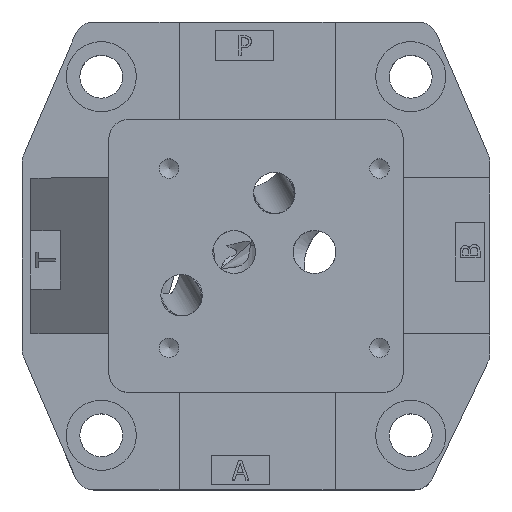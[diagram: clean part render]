
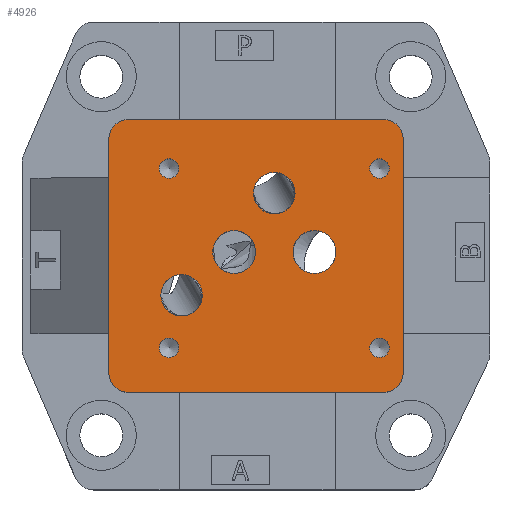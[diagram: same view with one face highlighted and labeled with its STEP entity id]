
A CAD part, top view. The second image highlights one B-rep face of the part: STEP entity #4926.
In plain terms, the highlighted planar face has unit normal (0, 0, 1).
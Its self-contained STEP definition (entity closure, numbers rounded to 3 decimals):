
#172=CARTESIAN_POINT('',(43.56,45.292,42.0));
#173=VERTEX_POINT('',#172);
#195=CARTESIAN_POINT('',(38.24,54.508,42.0));
#196=VERTEX_POINT('',#195);
#227=CARTESIAN_POINT('',(40.9,49.9,42.0));
#228=DIRECTION('',(0.0,0.0,-1.0));
#229=DIRECTION('',(-1.0,0.0,0.0));
#230=AXIS2_PLACEMENT_3D('',#227,#228,#229);
#231=CIRCLE('',#230,5.321);
#232=EDGE_CURVE('',#196,#173,#231,.T.);
#312=CARTESIAN_POINT('',(40.9,49.9,42.0));
#313=DIRECTION('',(0.0,0.0,-1.0));
#314=DIRECTION('',(-1.0,0.0,0.0));
#315=AXIS2_PLACEMENT_3D('',#312,#313,#314);
#316=CIRCLE('',#315,5.321);
#317=EDGE_CURVE('',#173,#196,#316,.T.);
#428=CARTESIAN_POINT('',(67.36,71.492,42.0));
#429=VERTEX_POINT('',#428);
#451=CARTESIAN_POINT('',(62.04,80.708,42.0));
#452=VERTEX_POINT('',#451);
#483=CARTESIAN_POINT('',(64.7,76.1,42.0));
#484=DIRECTION('',(0.0,0.0,-1.0));
#485=DIRECTION('',(-1.0,0.0,0.0));
#486=AXIS2_PLACEMENT_3D('',#483,#484,#485);
#487=CIRCLE('',#486,5.321);
#488=EDGE_CURVE('',#452,#429,#487,.T.);
#568=CARTESIAN_POINT('',(64.7,76.1,42.0));
#569=DIRECTION('',(0.0,0.0,-1.0));
#570=DIRECTION('',(-1.0,0.0,0.0));
#571=AXIS2_PLACEMENT_3D('',#568,#569,#570);
#572=CIRCLE('',#571,5.321);
#573=EDGE_CURVE('',#429,#452,#572,.T.);
#4193=CARTESIAN_POINT('',(27.25,25.0,42.0));
#4194=VERTEX_POINT('',#4193);
#4201=CARTESIAN_POINT('',(22.25,30.0,42.0));
#4202=VERTEX_POINT('',#4201);
#4203=CARTESIAN_POINT('',(27.25,30.,42.0));
#4204=DIRECTION('',(0.0,0.0,1.0));
#4205=DIRECTION('',(1.0,0.0,0.0));
#4206=AXIS2_PLACEMENT_3D('',#4203,#4204,#4205);
#4207=CIRCLE('',#4206,5.);
#4208=EDGE_CURVE('',#4202,#4194,#4207,.T.);
#4242=CARTESIAN_POINT('',(22.25,90.,42.0));
#4243=VERTEX_POINT('',#4242);
#4244=CARTESIAN_POINT('',(22.25,90.,42.0));
#4245=DIRECTION('',(0.0,-1.0,0.0));
#4246=VECTOR('',#4245,60.);
#4247=LINE('',#4244,#4246);
#4248=EDGE_CURVE('',#4243,#4202,#4247,.T.);
#4274=CARTESIAN_POINT('',(27.25,95.,42.0));
#4275=VERTEX_POINT('',#4274);
#4276=CARTESIAN_POINT('',(27.25,90.,42.0));
#4277=DIRECTION('',(0.0,0.0,1.0));
#4278=DIRECTION('',(0.0,-1.0,0.0));
#4279=AXIS2_PLACEMENT_3D('',#4276,#4277,#4278);
#4280=CIRCLE('',#4279,5.0);
#4281=EDGE_CURVE('',#4275,#4243,#4280,.T.);
#4304=CARTESIAN_POINT('',(92.75,95.0,42.0));
#4305=VERTEX_POINT('',#4304);
#4306=CARTESIAN_POINT('',(92.75,95.0,42.0));
#4307=DIRECTION('',(-1.0,0.0,0.0));
#4308=VECTOR('',#4307,65.5);
#4309=LINE('',#4306,#4308);
#4310=EDGE_CURVE('',#4305,#4275,#4309,.T.);
#4455=CARTESIAN_POINT('',(97.75,90.0,42.0));
#4456=VERTEX_POINT('',#4455);
#4457=CARTESIAN_POINT('',(92.75,90.,42.0));
#4458=DIRECTION('',(0.0,0.0,1.0));
#4459=DIRECTION('',(-1.0,0.0,0.0));
#4460=AXIS2_PLACEMENT_3D('',#4457,#4458,#4459);
#4461=CIRCLE('',#4460,5.);
#4462=EDGE_CURVE('',#4456,#4305,#4461,.T.);
#4485=CARTESIAN_POINT('',(97.75,30.0,42.0));
#4486=VERTEX_POINT('',#4485);
#4487=CARTESIAN_POINT('',(97.75,30.,42.0));
#4488=DIRECTION('',(0.0,1.0,0.0));
#4489=VECTOR('',#4488,60.);
#4490=LINE('',#4487,#4489);
#4491=EDGE_CURVE('',#4486,#4456,#4490,.T.);
#4578=CARTESIAN_POINT('',(92.75,25.0,42.0));
#4579=VERTEX_POINT('',#4578);
#4580=CARTESIAN_POINT('',(92.75,30.,42.0));
#4581=DIRECTION('',(0.0,0.0,1.0));
#4582=DIRECTION('',(0.0,1.0,0.0));
#4583=AXIS2_PLACEMENT_3D('',#4580,#4581,#4582);
#4584=CIRCLE('',#4583,5.);
#4585=EDGE_CURVE('',#4579,#4486,#4584,.T.);
#4608=CARTESIAN_POINT('',(27.25,25.0,42.0));
#4609=DIRECTION('',(1.0,0.0,0.0));
#4610=VECTOR('',#4609,65.5);
#4611=LINE('',#4608,#4610);
#4612=EDGE_CURVE('',#4194,#4579,#4611,.T.);
#4837=CARTESIAN_POINT('',(59.931,60.088,42.0));
#4838=DIRECTION('',(0.0,0.0,1.0));
#4839=DIRECTION('',(1.0,0.0,0.0));
#4840=AXIS2_PLACEMENT_3D('',#4837,#4838,#4839);
#4841=PLANE('',#4840);
#4842=ORIENTED_EDGE('',*,*,#4491,.T.);
#4843=ORIENTED_EDGE('',*,*,#4462,.T.);
#4844=ORIENTED_EDGE('',*,*,#4310,.T.);
#4845=ORIENTED_EDGE('',*,*,#4281,.T.);
#4846=ORIENTED_EDGE('',*,*,#4248,.T.);
#4847=ORIENTED_EDGE('',*,*,#4208,.T.);
#4848=ORIENTED_EDGE('',*,*,#4612,.T.);
#4849=ORIENTED_EDGE('',*,*,#4585,.T.);
#4850=EDGE_LOOP('',(#4842,#4843,#4844,#4845,#4846,#4847,#4848,#4849));
#4851=FACE_OUTER_BOUND('',#4850,.T.);
#4852=ORIENTED_EDGE('',*,*,#232,.T.);
#4853=ORIENTED_EDGE('',*,*,#317,.T.);
#4854=EDGE_LOOP('',(#4852,#4853));
#4855=FACE_BOUND('',#4854,.T.);
#4856=ORIENTED_EDGE('',*,*,#488,.T.);
#4857=ORIENTED_EDGE('',*,*,#573,.T.);
#4858=EDGE_LOOP('',(#4856,#4857));
#4859=FACE_BOUND('',#4858,.T.);
#4860=CARTESIAN_POINT('',(59.9,61.,42.0));
#4861=VERTEX_POINT('',#4860);
#4862=CARTESIAN_POINT('',(54.4,61.,42.0));
#4863=DIRECTION('',(0.0,0.0,-1.0));
#4864=DIRECTION('',(1.0,0.0,0.0));
#4865=AXIS2_PLACEMENT_3D('',#4862,#4863,#4864);
#4866=CIRCLE('',#4865,5.5);
#4867=EDGE_CURVE('',#4861,#4861,#4866,.T.);
#4868=ORIENTED_EDGE('',*,*,#4867,.T.);
#4869=EDGE_LOOP('',(#4868));
#4870=FACE_BOUND('',#4869,.T.);
#4871=CARTESIAN_POINT('',(80.5,61.,42.0));
#4872=VERTEX_POINT('',#4871);
#4873=CARTESIAN_POINT('',(75.0,61.,42.0));
#4874=DIRECTION('',(0.0,0.0,-1.0));
#4875=DIRECTION('',(1.0,0.0,0.0));
#4876=AXIS2_PLACEMENT_3D('',#4873,#4874,#4875);
#4877=CIRCLE('',#4876,5.5);
#4878=EDGE_CURVE('',#4872,#4872,#4877,.T.);
#4879=ORIENTED_EDGE('',*,*,#4878,.T.);
#4880=EDGE_LOOP('',(#4879));
#4881=FACE_BOUND('',#4880,.T.);
#4882=CARTESIAN_POINT('',(40.2,82.4,42.0));
#4883=VERTEX_POINT('',#4882);
#4884=CARTESIAN_POINT('',(37.7,82.4,42.0));
#4885=DIRECTION('',(0.0,0.0,-1.0));
#4886=DIRECTION('',(1.0,0.0,0.0));
#4887=AXIS2_PLACEMENT_3D('',#4884,#4885,#4886);
#4888=CIRCLE('',#4887,2.5);
#4889=EDGE_CURVE('',#4883,#4883,#4888,.T.);
#4890=ORIENTED_EDGE('',*,*,#4889,.T.);
#4891=EDGE_LOOP('',(#4890));
#4892=FACE_BOUND('',#4891,.T.);
#4893=CARTESIAN_POINT('',(94.2,82.4,42.0));
#4894=VERTEX_POINT('',#4893);
#4895=CARTESIAN_POINT('',(91.7,82.4,42.0));
#4896=DIRECTION('',(0.0,0.0,-1.0));
#4897=DIRECTION('',(1.0,0.0,0.0));
#4898=AXIS2_PLACEMENT_3D('',#4895,#4896,#4897);
#4899=CIRCLE('',#4898,2.5);
#4900=EDGE_CURVE('',#4894,#4894,#4899,.T.);
#4901=ORIENTED_EDGE('',*,*,#4900,.T.);
#4902=EDGE_LOOP('',(#4901));
#4903=FACE_BOUND('',#4902,.T.);
#4904=CARTESIAN_POINT('',(40.2,36.4,42.0));
#4905=VERTEX_POINT('',#4904);
#4906=CARTESIAN_POINT('',(37.7,36.4,42.0));
#4907=DIRECTION('',(0.0,0.0,-1.0));
#4908=DIRECTION('',(1.0,0.0,0.0));
#4909=AXIS2_PLACEMENT_3D('',#4906,#4907,#4908);
#4910=CIRCLE('',#4909,2.5);
#4911=EDGE_CURVE('',#4905,#4905,#4910,.T.);
#4912=ORIENTED_EDGE('',*,*,#4911,.T.);
#4913=EDGE_LOOP('',(#4912));
#4914=FACE_BOUND('',#4913,.T.);
#4915=CARTESIAN_POINT('',(94.2,36.4,42.0));
#4916=VERTEX_POINT('',#4915);
#4917=CARTESIAN_POINT('',(91.7,36.4,42.0));
#4918=DIRECTION('',(0.0,0.0,-1.0));
#4919=DIRECTION('',(1.0,0.0,0.0));
#4920=AXIS2_PLACEMENT_3D('',#4917,#4918,#4919);
#4921=CIRCLE('',#4920,2.5);
#4922=EDGE_CURVE('',#4916,#4916,#4921,.T.);
#4923=ORIENTED_EDGE('',*,*,#4922,.T.);
#4924=EDGE_LOOP('',(#4923));
#4925=FACE_BOUND('',#4924,.T.);
#4926=ADVANCED_FACE('',(#4851,#4855,#4859,#4870,#4881,#4892,#4903,#4914,#4925),#4841,.T.);
